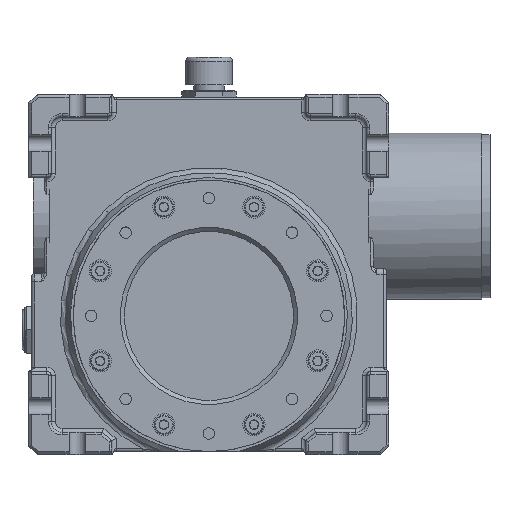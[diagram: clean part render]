
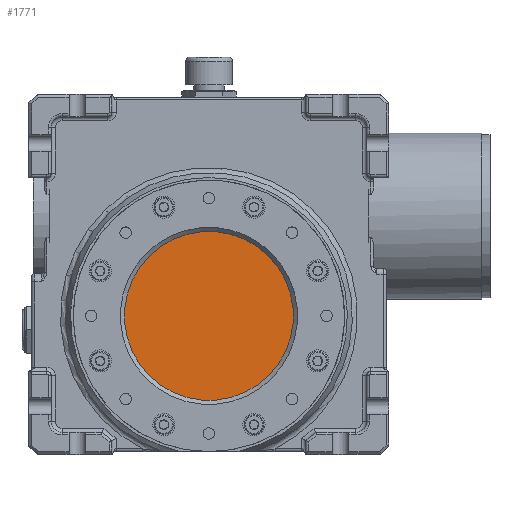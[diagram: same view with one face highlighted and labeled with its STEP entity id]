
A CAD part, top view. The second image highlights one B-rep face of the part: STEP entity #1771.
In plain terms, the highlighted planar face has unit normal (0, 0, 1).
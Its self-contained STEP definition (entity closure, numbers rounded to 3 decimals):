
#1771 = ADVANCED_FACE( '', ( #4368 ), #4369, .F. );
#4368 = FACE_OUTER_BOUND( '', #9652, .T. );
#4369 = PLANE( '', #9653 );
#9652 = EDGE_LOOP( '', ( #17567 ) );
#9653 = AXIS2_PLACEMENT_3D( '', #17568, #17569, #17570 );
#17567 = ORIENTED_EDGE( '', *, *, #25018, .T. );
#17568 = CARTESIAN_POINT( '', ( -291.184, 271.767, 73.5 ) );
#17569 = DIRECTION( '', ( 0., 0., -1. ) );
#17570 = DIRECTION( '', ( 0.707, 0.707, 0. ) );
#25018 = EDGE_CURVE( '', #29321, #29321, #29322, .F. );
#29321 = VERTEX_POINT( '', #40293 );
#29322 = CIRCLE( '', #40294, 30.5 );
#40293 = CARTESIAN_POINT( '', ( -269.617, 293.334, 73.5 ) );
#40294 = AXIS2_PLACEMENT_3D( '', #49789, #49790, #49791 );
#49789 = CARTESIAN_POINT( '', ( -291.184, 271.767, 73.5 ) );
#49790 = DIRECTION( '', ( 0., 0., -1. ) );
#49791 = DIRECTION( '', ( 0.707, 0.707, 0. ) );
